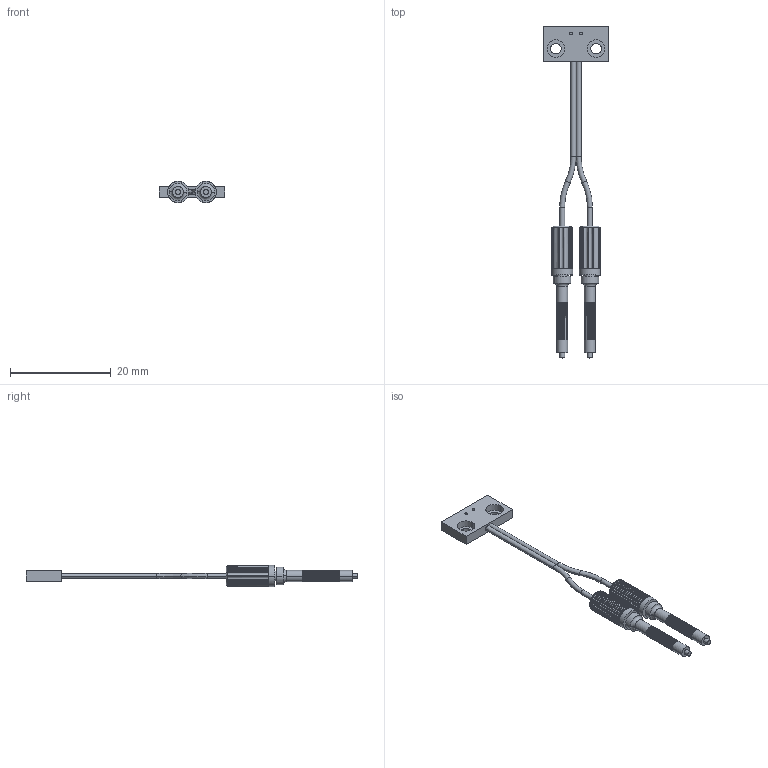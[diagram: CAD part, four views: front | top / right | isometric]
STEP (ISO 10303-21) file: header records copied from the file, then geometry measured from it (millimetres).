
FILE_DESCRIPTION((''),'2;1');
FILE_NAME('PRY41TZ_ASM','2022-08-11T17:46:36',('Administrator'),(''),'CREO PARAMETRIC BY PTC INC, 2021023','CREO PARAMETRIC BY PTC INC, 2021023','');
FILE_SCHEMA(('AUTOMOTIVE_DESIGN { 1 0 10303 214 1 1 1 1 }'));
Length unit declared in the file: millimetre
Products named in the file (5): YTNIK; 10XXX_1; JW22_10__1; 10XIAN_3MMHT__ASM; PRY41TZ_ASM
Assembly tree (5 placements, depth 3):
  PRY41TZ_ASM
    YTNIK
    10XIAN_3MMHT__ASM
      10XXX_1
      JW22_10__1  x2
Bounding box: 13 x 66 x 4.2 mm (x, y, z)
Volume: 594 mm3; surface area: 1500.8 mm2
Topology: 5 solids, 5 shells, 783 faces, 1868 edges, 1104 vertices
Faces by surface type: cylinder 390, plane 225, torus 160, cone 8
Entity records: 12911 total; most frequent: CARTESIAN_POINT 2455, DIRECTION 2392, ORIENTED_EDGE 1964, AXIS2_PLACEMENT_3D 1082, EDGE_CURVE 982, CIRCLE 654, VERTEX_POINT 582, EDGE_LOOP 428
